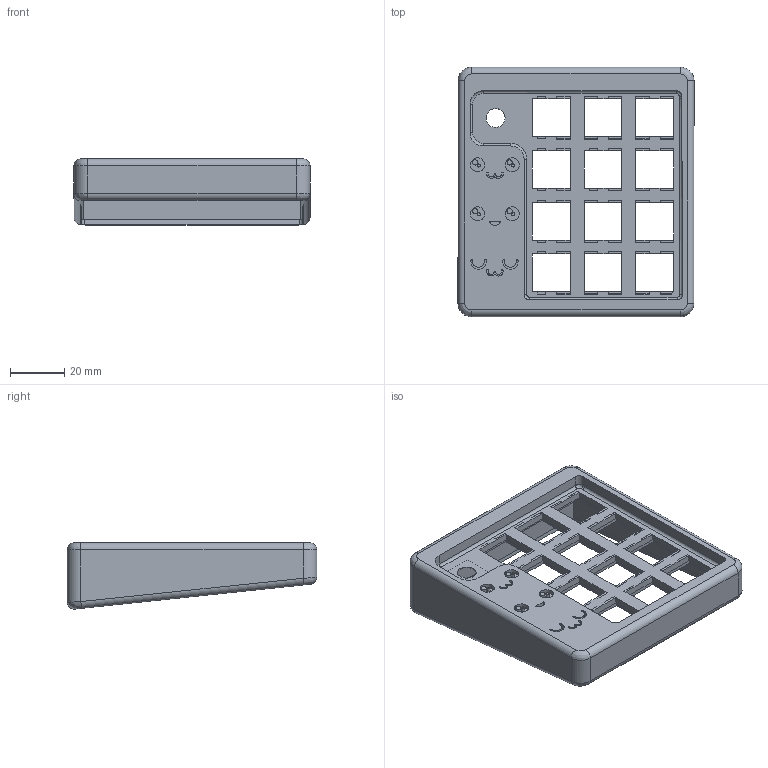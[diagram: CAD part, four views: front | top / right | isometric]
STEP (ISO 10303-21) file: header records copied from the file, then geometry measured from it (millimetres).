
FILE_DESCRIPTION(/* description */ (''),/* implementation_level */ '2;1');
FILE_NAME(/* name */ 'Boitier Macro v121.step',/* time_stamp */ '2019-11-14T15:24:04+01:00',/* author */ (''),/* organization */ (''),/* preprocessor_version */ 'ST-DEVELOPER v18',/* originating_system */ 'Autodesk Translation Framework v8.12.0.6',/* authorisation */ '');
FILE_SCHEMA (('AUTOMOTIVE_DESIGN { 1 0 10303 214 3 1 1 }'));
Length unit declared in the file: millimetre
Products named in the file (1): (Unsaved)
Bounding box: 87.02 x 92.01 x 24.39 mm (x, y, z)
Volume: 50348 mm3; surface area: 25954.5 mm2
Topology: 1 solids, 1 shells, 408 faces, 1078 edges, 709 vertices
Faces by surface type: plane 276, cylinder 70, bspline 59, torus 3
Full cylindrical faces by diameter (mm): 1 x4, 1.15 x4, 1.95 x4, 5.2 x4, 7 x1
Entity records: 13384 total; most frequent: CARTESIAN_POINT 3252, ORIENTED_EDGE 2156, DIRECTION 1913, EDGE_CURVE 1078, LINE 893, VECTOR 893, VERTEX_POINT 709, AXIS2_PLACEMENT_3D 510
